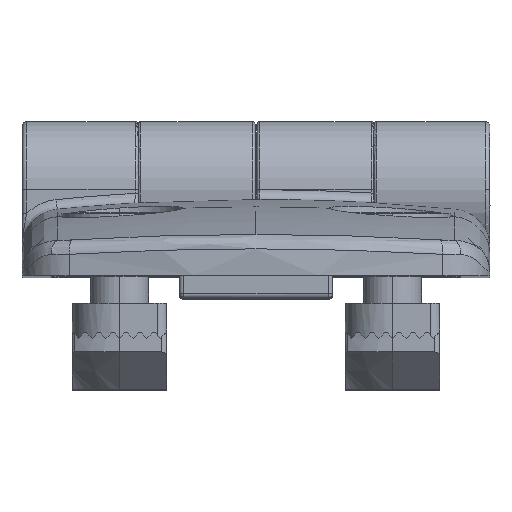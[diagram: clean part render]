
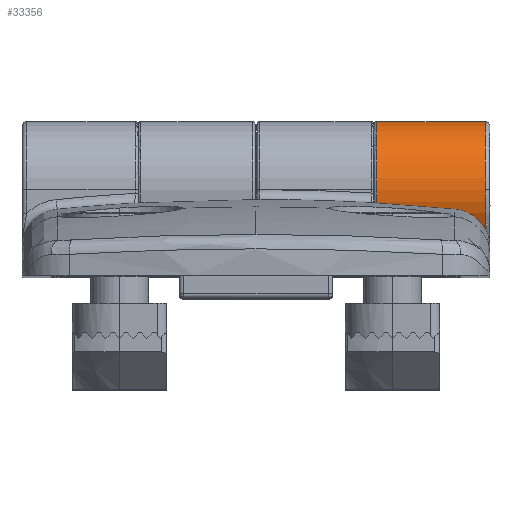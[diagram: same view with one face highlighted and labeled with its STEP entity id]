
A CAD part, top view. The second image highlights one B-rep face of the part: STEP entity #33356.
In plain terms, the highlighted cylindrical face has radius 7 mm (diameter 14 mm), a partial arc.
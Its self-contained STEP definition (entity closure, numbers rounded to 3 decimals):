
#1322 = DIRECTION ( 'NONE',  ( -1., 0., 0. ) ) ;
#1380 = CARTESIAN_POINT ( 'NONE',  ( 23.5, 8.9, -7. ) ) ;
#1536 = CARTESIAN_POINT ( 'NONE',  ( 23.5, 8.9, 7. ) ) ;
#1889 = DIRECTION ( 'NONE',  ( -1., 0., 0. ) ) ;
#2180 = DIRECTION ( 'NONE',  ( 0., -1., 0. ) ) ;
#3696 = EDGE_LOOP ( 'NONE', ( #35561, #35385, #32086, #32499, #14690, #35453 ) ) ;
#3772 = AXIS2_PLACEMENT_3D ( 'NONE', #22895, #7895, #2180 ) ;
#6411 = CYLINDRICAL_SURFACE ( 'NONE', #3772, 7. ) ;
#7895 = DIRECTION ( 'NONE',  ( -1., 0., 0. ) ) ;
#8210 = EDGE_CURVE ( 'NONE', #26884, #22132, #23010, .T. ) ;
#9276 = EDGE_CURVE ( 'NONE', #38296, #26884, #24371, .T. ) ;
#9722 = FACE_OUTER_BOUND ( 'NONE', #3696, .T. ) ;
#9931 = EDGE_CURVE ( 'NONE', #27240, #24098, #38519, .T. ) ;
#10317 = DIRECTION ( 'NONE',  ( 1., 0., 0. ) ) ;
#10518 = DIRECTION ( 'NONE',  ( 0., -1., 0. ) ) ;
#12348 = DIRECTION ( 'NONE',  ( -1., 0., 0. ) ) ;
#12863 = LINE ( 'NONE', #14961, #27586 ) ;
#13446 = VERTEX_POINT ( 'NONE', #35958 ) ;
#14690 = ORIENTED_EDGE ( 'NONE', *, *, #9276, .F. ) ;
#14961 = CARTESIAN_POINT ( 'NONE',  ( 24., 8.9, -7. ) ) ;
#15970 = CIRCLE ( 'NONE', #23654, 7. ) ;
#16186 = VECTOR ( 'NONE', #10317, 1000. ) ;
#17004 = CARTESIAN_POINT ( 'NONE',  ( 23.5, 8.9, 0. ) ) ;
#18448 = DIRECTION ( 'NONE',  ( 0., -1., 0. ) ) ;
#19074 = EDGE_CURVE ( 'NONE', #38296, #13446, #31352, .T. ) ;
#20040 = CARTESIAN_POINT ( 'NONE',  ( 24., 2.838, 3.5 ) ) ;
#20838 = DIRECTION ( 'NONE',  ( 0., -1., 0. ) ) ;
#20995 = AXIS2_PLACEMENT_3D ( 'NONE', #17004, #1322, #37784 ) ;
#22132 = VERTEX_POINT ( 'NONE', #35912 ) ;
#22895 = CARTESIAN_POINT ( 'NONE',  ( 24., 8.9, 0. ) ) ;
#23010 = CIRCLE ( 'NONE', #35877, 7. ) ;
#23629 = CARTESIAN_POINT ( 'NONE',  ( 12.4, 8.9, 0. ) ) ;
#23654 = AXIS2_PLACEMENT_3D ( 'NONE', #25929, #1889, #10518 ) ;
#23717 = DIRECTION ( 'NONE',  ( -1., 0., 0. ) ) ;
#23999 = CARTESIAN_POINT ( 'NONE',  ( 12.4, 15.9, 0. ) ) ;
#24021 = EDGE_CURVE ( 'NONE', #13446, #27240, #15970, .T. ) ;
#24098 = VERTEX_POINT ( 'NONE', #1380 ) ;
#24371 = CIRCLE ( 'NONE', #37677, 7. ) ;
#25205 = CARTESIAN_POINT ( 'NONE',  ( 12.4, 2.838, 3.5 ) ) ;
#25929 = CARTESIAN_POINT ( 'NONE',  ( 23.5, 8.9, 0. ) ) ;
#26884 = VERTEX_POINT ( 'NONE', #23999 ) ;
#27240 = VERTEX_POINT ( 'NONE', #1536 ) ;
#27586 = VECTOR ( 'NONE', #23717, 1000. ) ;
#28522 = EDGE_CURVE ( 'NONE', #24098, #22132, #12863, .T. ) ;
#29959 = CARTESIAN_POINT ( 'NONE',  ( 12.4, 8.9, 0. ) ) ;
#31352 = LINE ( 'NONE', #20040, #16186 ) ;
#32086 = ORIENTED_EDGE ( 'NONE', *, *, #28522, .T. ) ;
#32499 = ORIENTED_EDGE ( 'NONE', *, *, #8210, .F. ) ;
#33356 = ADVANCED_FACE ( 'NONE', ( #9722 ), #6411, .T. ) ;
#35385 = ORIENTED_EDGE ( 'NONE', *, *, #9931, .T. ) ;
#35453 = ORIENTED_EDGE ( 'NONE', *, *, #19074, .T. ) ;
#35561 = ORIENTED_EDGE ( 'NONE', *, *, #24021, .T. ) ;
#35877 = AXIS2_PLACEMENT_3D ( 'NONE', #29959, #35908, #20838 ) ;
#35908 = DIRECTION ( 'NONE',  ( -1., 0., 0. ) ) ;
#35912 = CARTESIAN_POINT ( 'NONE',  ( 12.4, 8.9, -7. ) ) ;
#35958 = CARTESIAN_POINT ( 'NONE',  ( 23.5, 2.838, 3.5 ) ) ;
#37677 = AXIS2_PLACEMENT_3D ( 'NONE', #23629, #12348, #18448 ) ;
#37784 = DIRECTION ( 'NONE',  ( 0., -1., 0. ) ) ;
#38296 = VERTEX_POINT ( 'NONE', #25205 ) ;
#38519 = CIRCLE ( 'NONE', #20995, 7. ) ;
